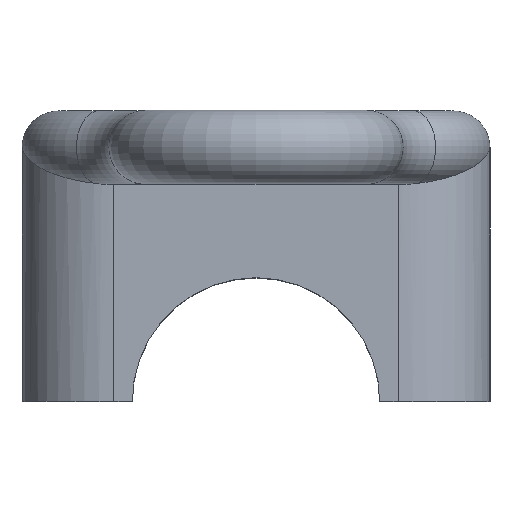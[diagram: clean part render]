
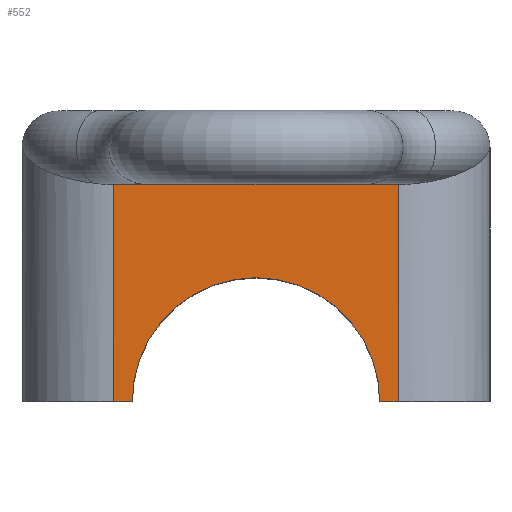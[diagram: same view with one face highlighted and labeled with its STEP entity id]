
A CAD part, top view. The second image highlights one B-rep face of the part: STEP entity #552.
In plain terms, the highlighted planar face has unit normal (0, 0, 1).
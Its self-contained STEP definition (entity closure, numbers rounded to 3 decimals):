
#74=FACE_OUTER_BOUND('',#108,.T.);
#108=EDGE_LOOP('',(#494,#495,#496,#497,#498,#499));
#156=CIRCLE('',#639,16.828);
#166=LINE('',#878,#197);
#176=LINE('',#990,#207);
#180=LINE('',#1000,#211);
#182=LINE('',#1007,#213);
#185=LINE('',#1014,#216);
#197=VECTOR('',#691,10.);
#207=VECTOR('',#777,10.);
#211=VECTOR('',#785,10.);
#213=VECTOR('',#793,10.);
#216=VECTOR('',#800,10.);
#242=VERTEX_POINT('',#875);
#243=VERTEX_POINT('',#877);
#261=VERTEX_POINT('',#988);
#265=VERTEX_POINT('',#998);
#266=VERTEX_POINT('',#1004);
#267=VERTEX_POINT('',#1006);
#296=EDGE_CURVE('',#243,#242,#166,.T.);
#332=EDGE_CURVE('',#261,#242,#176,.T.);
#337=EDGE_CURVE('',#261,#265,#180,.T.);
#340=EDGE_CURVE('',#267,#266,#182,.T.);
#344=EDGE_CURVE('',#243,#266,#185,.T.);
#348=EDGE_CURVE('',#267,#265,#156,.T.);
#494=ORIENTED_EDGE('',*,*,#332,.F.);
#495=ORIENTED_EDGE('',*,*,#337,.T.);
#496=ORIENTED_EDGE('',*,*,#348,.F.);
#497=ORIENTED_EDGE('',*,*,#340,.T.);
#498=ORIENTED_EDGE('',*,*,#344,.F.);
#499=ORIENTED_EDGE('',*,*,#296,.T.);
#524=PLANE('',#638);
#552=ADVANCED_FACE('',(#74),#524,.T.);
#638=AXIS2_PLACEMENT_3D('',#1021,#811,#812);
#639=AXIS2_PLACEMENT_3D('',#1022,#813,#814);
#691=DIRECTION('',(-1.,0.,0.));
#777=DIRECTION('',(0.,1.,0.));
#785=DIRECTION('',(1.,0.,0.));
#793=DIRECTION('',(1.,0.,0.));
#800=DIRECTION('',(0.,-1.,0.));
#811=DIRECTION('center_axis',(0.,0.,1.));
#812=DIRECTION('ref_axis',(1.,0.,0.));
#813=DIRECTION('center_axis',(0.,0.,1.));
#814=DIRECTION('ref_axis',(-1.,0.,0.));
#875=CARTESIAN_POINT('',(-19.329,-44.45,25.4));
#877=CARTESIAN_POINT('',(19.329,-44.45,25.4));
#878=CARTESIAN_POINT('',(0.,-44.45,25.4));
#988=CARTESIAN_POINT('',(-19.329,-73.978,25.4));
#990=CARTESIAN_POINT('',(-19.329,-42.863,25.4));
#998=CARTESIAN_POINT('',(-16.827,-73.978,25.4));
#1000=CARTESIAN_POINT('',(0.,-73.978,25.4));
#1004=CARTESIAN_POINT('',(19.329,-73.978,25.4));
#1006=CARTESIAN_POINT('',(16.827,-73.978,25.4));
#1007=CARTESIAN_POINT('',(0.,-73.978,25.4));
#1014=CARTESIAN_POINT('',(19.329,-57.627,25.4));
#1021=CARTESIAN_POINT('Origin',(0.,-41.275,25.4));
#1022=CARTESIAN_POINT('Origin',(0.,-73.978,25.4));
